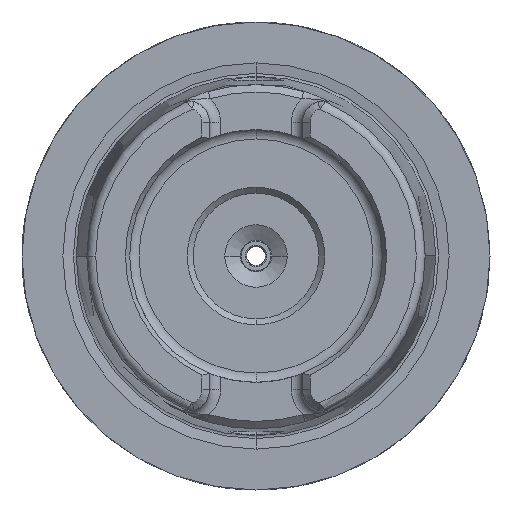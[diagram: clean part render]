
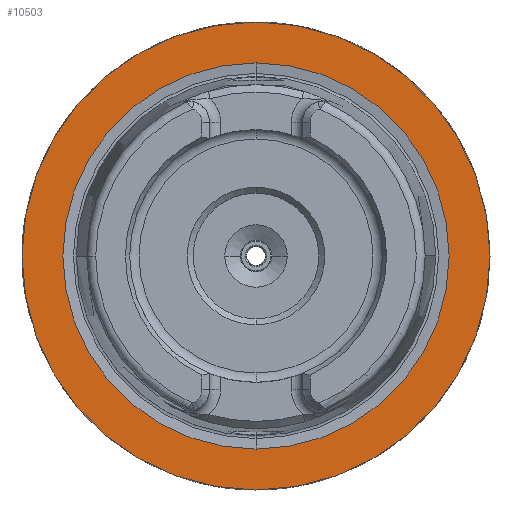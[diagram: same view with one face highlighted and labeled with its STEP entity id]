
A CAD part, left-side view. The second image highlights one B-rep face of the part: STEP entity #10503.
In plain terms, the highlighted planar face has unit normal (-1, 0, 0).
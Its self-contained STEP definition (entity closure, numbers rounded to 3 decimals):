
#472 = FACE_BOUND ( 'NONE', #10052, .T. ) ;
#935 = DIRECTION ( 'NONE',  ( 0., 0., -1. ) ) ;
#1140 = VERTEX_POINT ( 'NONE', #1314 ) ;
#1143 = EDGE_CURVE ( 'NONE', #1140, #11672, #9634, .T. ) ;
#1234 = DIRECTION ( 'NONE',  ( 0., 0., 1. ) ) ;
#1314 = CARTESIAN_POINT ( 'NONE',  ( 0., 0., 31.5 ) ) ;
#1414 = CARTESIAN_POINT ( 'NONE',  ( 0., 0., -31.5 ) ) ;
#1520 = ORIENTED_EDGE ( 'NONE', *, *, #2718, .F. ) ;
#1813 = DIRECTION ( 'NONE',  ( -1., 0., 0. ) ) ;
#2213 = VERTEX_POINT ( 'NONE', #2902 ) ;
#2438 = CIRCLE ( 'NONE', #10914, 25.995 ) ;
#2572 = DIRECTION ( 'NONE',  ( -1., 0., 0. ) ) ;
#2718 = EDGE_CURVE ( 'NONE', #2213, #3070, #7923, .T. ) ;
#2751 = DIRECTION ( 'NONE',  ( -1., 0., 0. ) ) ;
#2902 = CARTESIAN_POINT ( 'NONE',  ( 0., 0., -25.995 ) ) ;
#3027 = ORIENTED_EDGE ( 'NONE', *, *, #7327, .F. ) ;
#3070 = VERTEX_POINT ( 'NONE', #10129 ) ;
#3083 = AXIS2_PLACEMENT_3D ( 'NONE', #7449, #1813, #8398 ) ;
#4084 = DIRECTION ( 'NONE',  ( -1., 0., 0. ) ) ;
#4590 = CARTESIAN_POINT ( 'NONE',  ( 0., 0., 0. ) ) ;
#4848 = ORIENTED_EDGE ( 'NONE', *, *, #6558, .T. ) ;
#5136 = AXIS2_PLACEMENT_3D ( 'NONE', #8219, #2572, #9143 ) ;
#5635 = EDGE_LOOP ( 'NONE', ( #10468, #4848 ) ) ;
#6552 = PLANE ( 'NONE',  #6831 ) ;
#6558 = EDGE_CURVE ( 'NONE', #11672, #1140, #9422, .T. ) ;
#6592 = DIRECTION ( 'NONE',  ( 1., 0., 0. ) ) ;
#6831 = AXIS2_PLACEMENT_3D ( 'NONE', #12192, #6592, #935 ) ;
#7327 = EDGE_CURVE ( 'NONE', #3070, #2213, #2438, .T. ) ;
#7449 = CARTESIAN_POINT ( 'NONE',  ( 0., 0., 0. ) ) ;
#7683 = FACE_OUTER_BOUND ( 'NONE', #5635, .T. ) ;
#7923 = CIRCLE ( 'NONE', #3083, 25.995 ) ;
#8219 = CARTESIAN_POINT ( 'NONE',  ( 0., 0., 0. ) ) ;
#8398 = DIRECTION ( 'NONE',  ( 0., 0., 1. ) ) ;
#9143 = DIRECTION ( 'NONE',  ( 0., 0., 1. ) ) ;
#9422 = CIRCLE ( 'NONE', #5136, 31.5 ) ;
#9634 = CIRCLE ( 'NONE', #10839, 31.5 ) ;
#9721 = CARTESIAN_POINT ( 'NONE',  ( 0., 0., 0. ) ) ;
#10052 = EDGE_LOOP ( 'NONE', ( #3027, #1520 ) ) ;
#10129 = CARTESIAN_POINT ( 'NONE',  ( 0., 0., 25.995 ) ) ;
#10468 = ORIENTED_EDGE ( 'NONE', *, *, #1143, .T. ) ;
#10503 = ADVANCED_FACE ( 'NONE', ( #7683, #472 ), #6552, .F. ) ;
#10663 = DIRECTION ( 'NONE',  ( 0., 0., 1. ) ) ;
#10839 = AXIS2_PLACEMENT_3D ( 'NONE', #4590, #2751, #1234 ) ;
#10914 = AXIS2_PLACEMENT_3D ( 'NONE', #9721, #4084, #10663 ) ;
#11672 = VERTEX_POINT ( 'NONE', #1414 ) ;
#12192 = CARTESIAN_POINT ( 'NONE',  ( 0., 0., 0. ) ) ;
